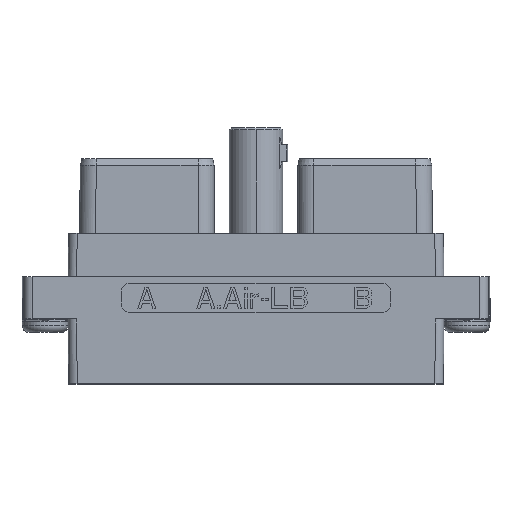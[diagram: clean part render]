
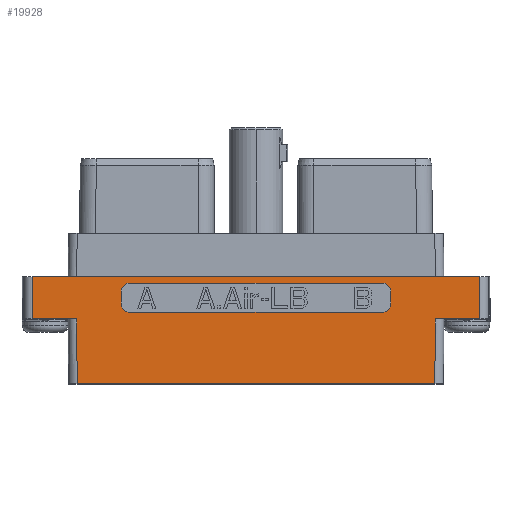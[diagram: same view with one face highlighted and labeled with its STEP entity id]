
A CAD part, top view. The second image highlights one B-rep face of the part: STEP entity #19928.
In plain terms, the highlighted planar face has unit normal (0, 0, 1).
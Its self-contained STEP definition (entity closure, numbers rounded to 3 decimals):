
#985=DIRECTION('',(-1.,0.,0.));
#986=VECTOR('',#985,53.065);
#987=CARTESIAN_POINT('',(26.532,-5.33,7.965));
#988=LINE('',#987,#986);
#1071=DIRECTION('',(0.,1.,0.));
#1072=VECTOR('',#1071,4.99);
#1073=CARTESIAN_POINT('',(26.532,-10.32,7.965));
#1074=LINE('',#1073,#1072);
#1089=CARTESIAN_POINT('',(-15.,-7.055,7.965));
#1090=DIRECTION('',(0.,0.,1.));
#1091=DIRECTION('',(0.,1.,0.));
#1092=AXIS2_PLACEMENT_3D('',#1089,#1090,#1091);
#1094=DIRECTION('',(0.,-1.,0.));
#1095=VECTOR('',#1094,1.5);
#1096=CARTESIAN_POINT('',(-15.985,-7.055,7.965));
#1097=LINE('',#1096,#1095);
#1098=CARTESIAN_POINT('',(-15.,-8.555,7.965));
#1099=DIRECTION('',(0.,0.,1.));
#1100=DIRECTION('',(-1.,0.,0.));
#1101=AXIS2_PLACEMENT_3D('',#1098,#1099,#1100);
#1103=DIRECTION('',(1.,0.,0.));
#1104=VECTOR('',#1103,30.);
#1105=CARTESIAN_POINT('',(-15.,-9.54,7.965));
#1106=LINE('',#1105,#1104);
#1107=CARTESIAN_POINT('',(15.,-8.555,7.965));
#1108=DIRECTION('',(0.,0.,1.));
#1109=DIRECTION('',(0.,-1.,0.));
#1110=AXIS2_PLACEMENT_3D('',#1107,#1108,#1109);
#1112=DIRECTION('',(0.,1.,0.));
#1113=VECTOR('',#1112,1.5);
#1114=CARTESIAN_POINT('',(15.985,-8.555,7.965));
#1115=LINE('',#1114,#1113);
#1116=CARTESIAN_POINT('',(15.,-7.055,7.965));
#1117=DIRECTION('',(0.,0.,1.));
#1118=DIRECTION('',(1.,0.,0.));
#1119=AXIS2_PLACEMENT_3D('',#1116,#1117,#1118);
#1121=DIRECTION('',(-1.,0.,0.));
#1122=VECTOR('',#1121,30.);
#1123=CARTESIAN_POINT('',(15.,-6.07,7.965));
#1124=LINE('',#1123,#1122);
#1186=DIRECTION('',(1.,0.,0.));
#1187=VECTOR('',#1186,5.273);
#1188=CARTESIAN_POINT('',(21.26,-10.32,7.965));
#1189=LINE('',#1188,#1187);
#1762=DIRECTION('',(0.,-1.,0.));
#1763=VECTOR('',#1762,4.99);
#1764=CARTESIAN_POINT('',(-26.532,-5.33,7.965));
#1765=LINE('',#1764,#1763);
#1796=DIRECTION('',(1.,0.,0.));
#1797=VECTOR('',#1796,5.273);
#1798=CARTESIAN_POINT('',(-26.532,-10.32,7.965));
#1799=LINE('',#1798,#1797);
#3105=CARTESIAN_POINT('',(-21.26,-10.32,7.965));
#3107=DIRECTION('',(0.006,-1.,0.));
#3108=VECTOR('',#3107,7.7);
#3109=CARTESIAN_POINT('',(-21.26,-10.32,7.965));
#3110=LINE('',#3109,#3108);
#3154=DIRECTION('',(1.,0.,0.));
#3155=VECTOR('',#3154,42.42);
#3156=CARTESIAN_POINT('',(-21.21,-18.02,7.965));
#3157=LINE('',#3156,#3155);
#3265=DIRECTION('',(0.006,1.,0.));
#3266=VECTOR('',#3265,7.7);
#3267=CARTESIAN_POINT('',(21.21,-18.02,7.965));
#3268=LINE('',#3267,#3266);
#16782=VERTEX_POINT('',#3105);
#18140=CARTESIAN_POINT('',(21.21,-18.02,7.965));
#18141=CARTESIAN_POINT('',(21.26,-10.32,7.965));
#18142=VERTEX_POINT('',#18140);
#18143=VERTEX_POINT('',#18141);
#18155=CARTESIAN_POINT('',(-21.21,-18.02,7.965));
#18156=VERTEX_POINT('',#18155);
#18166=CARTESIAN_POINT('',(26.532,-10.32,7.965));
#18167=CARTESIAN_POINT('',(26.532,-5.33,7.965));
#18168=VERTEX_POINT('',#18166);
#18169=VERTEX_POINT('',#18167);
#18182=CARTESIAN_POINT('',(-26.532,-5.33,7.965));
#18183=CARTESIAN_POINT('',(-26.532,-10.32,7.965));
#18184=VERTEX_POINT('',#18182);
#18185=VERTEX_POINT('',#18183);
#18664=CARTESIAN_POINT('',(-15.,-6.07,7.965));
#18665=CARTESIAN_POINT('',(-15.985,-7.055,7.965));
#18666=VERTEX_POINT('',#18664);
#18667=VERTEX_POINT('',#18665);
#18668=CARTESIAN_POINT('',(-15.985,-8.555,7.965));
#18669=VERTEX_POINT('',#18668);
#18670=CARTESIAN_POINT('',(-15.,-9.54,7.965));
#18671=VERTEX_POINT('',#18670);
#18672=CARTESIAN_POINT('',(15.,-9.54,7.965));
#18673=VERTEX_POINT('',#18672);
#18674=CARTESIAN_POINT('',(15.985,-8.555,7.965));
#18675=VERTEX_POINT('',#18674);
#18676=CARTESIAN_POINT('',(15.985,-7.055,7.965));
#18677=VERTEX_POINT('',#18676);
#18678=CARTESIAN_POINT('',(15.,-6.07,7.965));
#18679=VERTEX_POINT('',#18678);
#19889=CARTESIAN_POINT('',(-27.69,-5.345,7.965));
#19890=DIRECTION('',(0.,0.,1.));
#19891=DIRECTION('',(1.,0.,0.));
#19892=AXIS2_PLACEMENT_3D('',#19889,#19890,#19891);
#19893=PLANE('',#19892);
#19895=ORIENTED_EDGE('',*,*,#19894,.F.);
#19897=ORIENTED_EDGE('',*,*,#19896,.F.);
#19899=ORIENTED_EDGE('',*,*,#19898,.F.);
#19901=ORIENTED_EDGE('',*,*,#19900,.F.);
#19903=ORIENTED_EDGE('',*,*,#19902,.F.);
#19905=ORIENTED_EDGE('',*,*,#19904,.F.);
#19906=ORIENTED_EDGE('',*,*,#19812,.F.);
#19907=ORIENTED_EDGE('',*,*,#19879,.F.);
#19908=EDGE_LOOP('',(#19895,#19897,#19899,#19901,#19903,#19905,#19906,#19907));
#19909=FACE_OUTER_BOUND('',#19908,.F.);
#19911=ORIENTED_EDGE('',*,*,#19910,.T.);
#19913=ORIENTED_EDGE('',*,*,#19912,.T.);
#19915=ORIENTED_EDGE('',*,*,#19914,.T.);
#19917=ORIENTED_EDGE('',*,*,#19916,.T.);
#19919=ORIENTED_EDGE('',*,*,#19918,.T.);
#19921=ORIENTED_EDGE('',*,*,#19920,.T.);
#19923=ORIENTED_EDGE('',*,*,#19922,.T.);
#19925=ORIENTED_EDGE('',*,*,#19924,.T.);
#19926=EDGE_LOOP('',(#19911,#19913,#19915,#19917,#19919,#19921,#19923,#19925));
#19927=FACE_BOUND('',#19926,.F.);
#19928=ADVANCED_FACE('',(#19909,#19927),#19893,.T.);
#1093=CIRCLE('',#1092,0.985);
#1102=CIRCLE('',#1101,0.985);
#1111=CIRCLE('',#1110,0.985);
#1120=CIRCLE('',#1119,0.985);
#19812=EDGE_CURVE('',#18169,#18184,#988,.T.);
#19879=EDGE_CURVE('',#18168,#18169,#1074,.T.);
#19894=EDGE_CURVE('',#18143,#18168,#1189,.T.);
#19896=EDGE_CURVE('',#18142,#18143,#3268,.T.);
#19898=EDGE_CURVE('',#18156,#18142,#3157,.T.);
#19900=EDGE_CURVE('',#16782,#18156,#3110,.T.);
#19902=EDGE_CURVE('',#18185,#16782,#1799,.T.);
#19904=EDGE_CURVE('',#18184,#18185,#1765,.T.);
#19910=EDGE_CURVE('',#18666,#18667,#1093,.T.);
#19912=EDGE_CURVE('',#18667,#18669,#1097,.T.);
#19914=EDGE_CURVE('',#18669,#18671,#1102,.T.);
#19916=EDGE_CURVE('',#18671,#18673,#1106,.T.);
#19918=EDGE_CURVE('',#18673,#18675,#1111,.T.);
#19920=EDGE_CURVE('',#18675,#18677,#1115,.T.);
#19922=EDGE_CURVE('',#18677,#18679,#1120,.T.);
#19924=EDGE_CURVE('',#18679,#18666,#1124,.T.);
